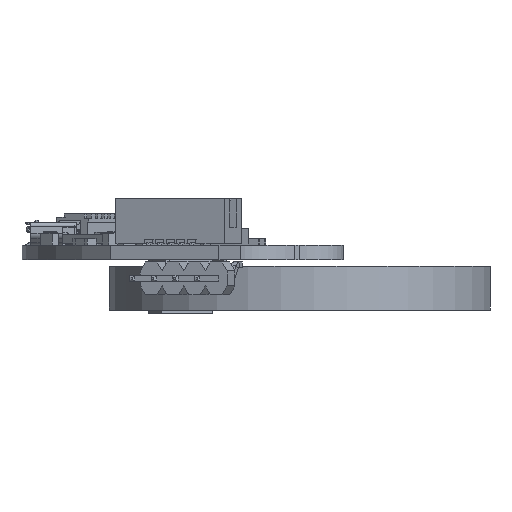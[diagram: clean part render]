
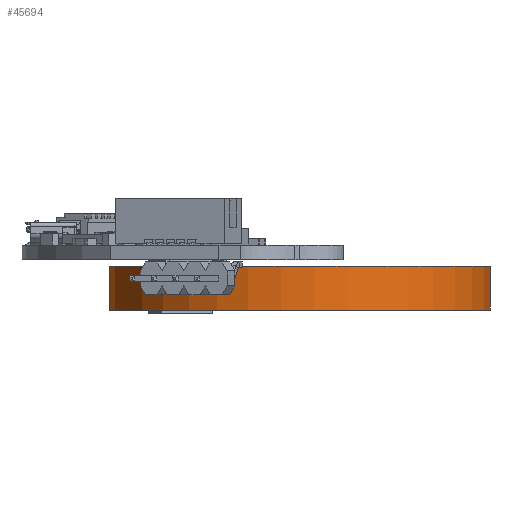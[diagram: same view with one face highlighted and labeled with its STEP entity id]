
A CAD part, front view. The second image highlights one B-rep face of the part: STEP entity #45694.
In plain terms, the highlighted cylindrical face has radius 20.765 mm (diameter 41.529 mm), a full revolution.
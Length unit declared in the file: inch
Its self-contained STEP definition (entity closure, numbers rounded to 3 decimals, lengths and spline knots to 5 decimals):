
#1891=CYLINDRICAL_SURFACE('',#48876,0.8175);
#3161=CIRCLE('',#48866,0.8175);
#3162=CIRCLE('',#48867,0.8175);
#3167=CIRCLE('',#48874,0.8175);
#3168=CIRCLE('',#48875,0.8175);
#5968=FACE_OUTER_BOUND('',#8075,.T.);
#8075=EDGE_LOOP('',(#42051,#42052,#42053,#42054,#42055,#42056));
#13593=LINE('',#83509,#19111);
#19111=VECTOR('',#60410,0.8175);
#24814=VERTEX_POINT('',#83489);
#24815=VERTEX_POINT('',#83490);
#24820=VERTEX_POINT('',#83504);
#24821=VERTEX_POINT('',#83505);
#31729=EDGE_CURVE('',#24814,#24815,#3161,.T.);
#31730=EDGE_CURVE('',#24815,#24814,#3162,.T.);
#31736=EDGE_CURVE('',#24820,#24821,#3167,.T.);
#31737=EDGE_CURVE('',#24821,#24820,#3168,.T.);
#31738=EDGE_CURVE('',#24815,#24821,#13593,.T.);
#42051=ORIENTED_EDGE('',*,*,#31729,.F.);
#42052=ORIENTED_EDGE('',*,*,#31730,.F.);
#42053=ORIENTED_EDGE('',*,*,#31738,.T.);
#42054=ORIENTED_EDGE('',*,*,#31737,.T.);
#42055=ORIENTED_EDGE('',*,*,#31736,.T.);
#42056=ORIENTED_EDGE('',*,*,#31738,.F.);
#45694=ADVANCED_FACE('',(#5968),#1891,.T.);
#48866=AXIS2_PLACEMENT_3D('',#83491,#60387,#60388);
#48867=AXIS2_PLACEMENT_3D('',#83492,#60389,#60390);
#48874=AXIS2_PLACEMENT_3D('',#83506,#60404,#60405);
#48875=AXIS2_PLACEMENT_3D('',#83507,#60406,#60407);
#48876=AXIS2_PLACEMENT_3D('',#83508,#60408,#60409);
#60387=DIRECTION('center_axis',(0.,0.,-1.));
#60388=DIRECTION('ref_axis',(1.,0.,0.));
#60389=DIRECTION('center_axis',(0.,0.,-1.));
#60390=DIRECTION('ref_axis',(1.,0.,0.));
#60404=DIRECTION('center_axis',(0.,0.,-1.));
#60405=DIRECTION('ref_axis',(1.,0.,0.));
#60406=DIRECTION('center_axis',(0.,0.,-1.));
#60407=DIRECTION('ref_axis',(1.,0.,0.));
#60408=DIRECTION('center_axis',(0.,0.,-1.));
#60409=DIRECTION('ref_axis',(-1.,0.,0.));
#60410=DIRECTION('',(0.,0.,1.));
#83489=CARTESIAN_POINT('',(-0.8175,0.,0.09));
#83490=CARTESIAN_POINT('',(0.8175,0.,0.09));
#83491=CARTESIAN_POINT('Origin',(0.,0.,0.09));
#83492=CARTESIAN_POINT('Origin',(0.,0.,0.09));
#83504=CARTESIAN_POINT('',(-0.8175,0.,0.2775));
#83505=CARTESIAN_POINT('',(0.8175,0.,0.2775));
#83506=CARTESIAN_POINT('Origin',(0.,0.,0.2775));
#83507=CARTESIAN_POINT('Origin',(0.,0.,0.2775));
#83508=CARTESIAN_POINT('Origin',(0.,0.,0.18375));
#83509=CARTESIAN_POINT('',(0.8175,0.,0.18375));
